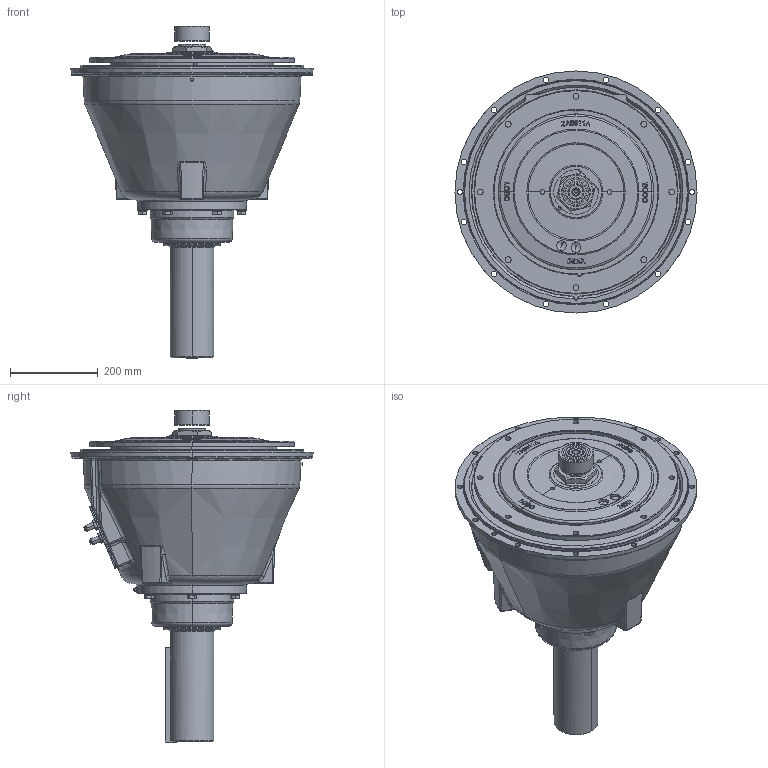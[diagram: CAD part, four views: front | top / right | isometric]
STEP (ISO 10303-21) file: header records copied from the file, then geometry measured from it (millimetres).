
FILE_DESCRIPTION (( 'STEP AP214' ), '1' );
FILE_NAME ('1030490B.STEP', '2016-10-25T16:48:45', ( '' ), ( '' ), 'SwSTEP 2.0', 'SolidWorks 2015', '' );
FILE_SCHEMA (( 'AUTOMOTIVE_DESIGN' ));
Length unit declared in the file: millimetre
Products named in the file (1): 1030490B
Bounding box: 553.33 x 553.33 x 758.8 mm (x, y, z)
Surface area: 1564108.4 mm2 (no closed solid volume)
Topology: 0 solids, 75 shells, 793 faces, 2589 edges, 1827 vertices
Faces by surface type: plane 239, cylinder 201, bspline 145, cone 107, torus 84, sphere 17
Entity records: 47373 total; most frequent: CARTESIAN_POINT 17762, ORIENTED_EDGE 4055, DIRECTION 4014, EDGE_CURVE 2564, VERTEX_POINT 1824, AXIS2_PLACEMENT_3D 1533, LINE 948, VECTOR 948
